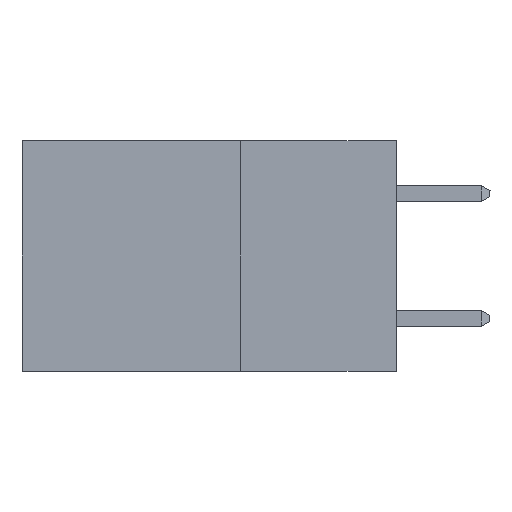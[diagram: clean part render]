
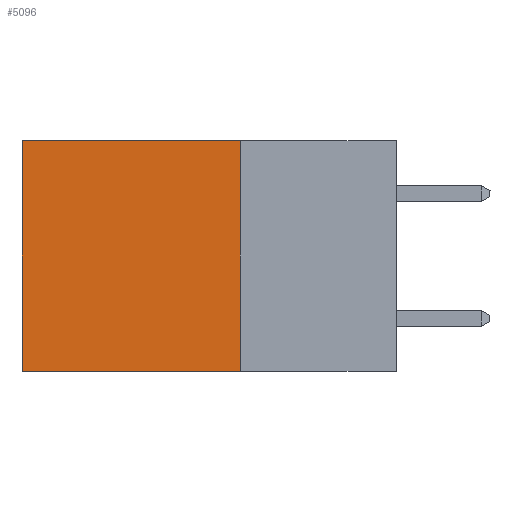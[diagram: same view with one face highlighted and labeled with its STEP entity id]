
A CAD part, left-side view. The second image highlights one B-rep face of the part: STEP entity #5096.
In plain terms, the highlighted planar face has unit normal (-1, 0, 0).
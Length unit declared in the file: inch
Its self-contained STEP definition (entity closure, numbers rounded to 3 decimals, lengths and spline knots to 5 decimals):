
#1732 = ORIENTED_EDGE ( 'NONE', *, *, #14895, .F. ) ;
#1859 = CARTESIAN_POINT ( 'NONE',  ( 0.298, 0.6, -0.37 ) ) ;
#2781 = ORIENTED_EDGE ( 'NONE', *, *, #7332, .F. ) ;
#3174 = DIRECTION ( 'NONE',  ( 0., 1., 0. ) ) ;
#3715 = LINE ( 'NONE', #14052, #18705 ) ;
#3946 = DIRECTION ( 'NONE',  ( 0., 1., 0. ) ) ;
#4671 = VECTOR ( 'NONE', #3174, 39.37008 ) ;
#5034 = LINE ( 'NONE', #13464, #12636 ) ;
#5096 = ADVANCED_FACE ( 'NONE', ( #12039 ), #10226, .F. ) ;
#5916 = ORIENTED_EDGE ( 'NONE', *, *, #16980, .T. ) ;
#6575 = DIRECTION ( 'NONE',  ( 1., 0., 0. ) ) ;
#6578 = CARTESIAN_POINT ( 'NONE',  ( 0.298, 0.25, 0. ) ) ;
#6593 = DIRECTION ( 'NONE',  ( 0., 0., -1. ) ) ;
#6881 = VERTEX_POINT ( 'NONE', #1859 ) ;
#6972 = VERTEX_POINT ( 'NONE', #12758 ) ;
#7332 = EDGE_CURVE ( 'NONE', #19339, #6881, #16159, .T. ) ;
#8926 = LINE ( 'NONE', #13025, #12878 ) ;
#9230 = EDGE_LOOP ( 'NONE', ( #13451, #2781, #1732, #5916 ) ) ;
#10226 = PLANE ( 'NONE',  #15947 ) ;
#11373 = CARTESIAN_POINT ( 'NONE',  ( 0.298, 0.25, -0.37 ) ) ;
#12039 = FACE_OUTER_BOUND ( 'NONE', #9230, .T. ) ;
#12285 = CARTESIAN_POINT ( 'NONE',  ( 0.298, 0.25, -0.37 ) ) ;
#12636 = VECTOR ( 'NONE', #16407, 39.37008 ) ;
#12758 = CARTESIAN_POINT ( 'NONE',  ( 0.298, 0.25, 0. ) ) ;
#12878 = VECTOR ( 'NONE', #3946, 39.37008 ) ;
#13025 = CARTESIAN_POINT ( 'NONE',  ( 0.298, 0.25, 0. ) ) ;
#13451 = ORIENTED_EDGE ( 'NONE', *, *, #17208, .T. ) ;
#13464 = CARTESIAN_POINT ( 'NONE',  ( 0.298, 0.6, 0. ) ) ;
#14052 = CARTESIAN_POINT ( 'NONE',  ( 0.298, 0.25, 0. ) ) ;
#14811 = VERTEX_POINT ( 'NONE', #16751 ) ;
#14895 = EDGE_CURVE ( 'NONE', #6972, #19339, #3715, .T. ) ;
#15947 = AXIS2_PLACEMENT_3D ( 'NONE', #6578, #6575, #16271 ) ;
#16159 = LINE ( 'NONE', #12285, #4671 ) ;
#16271 = DIRECTION ( 'NONE',  ( 0., 0., -1. ) ) ;
#16407 = DIRECTION ( 'NONE',  ( 0., 0., -1. ) ) ;
#16751 = CARTESIAN_POINT ( 'NONE',  ( 0.298, 0.6, 0. ) ) ;
#16980 = EDGE_CURVE ( 'NONE', #6972, #14811, #8926, .T. ) ;
#17208 = EDGE_CURVE ( 'NONE', #14811, #6881, #5034, .T. ) ;
#18705 = VECTOR ( 'NONE', #6593, 39.37008 ) ;
#19339 = VERTEX_POINT ( 'NONE', #11373 ) ;
